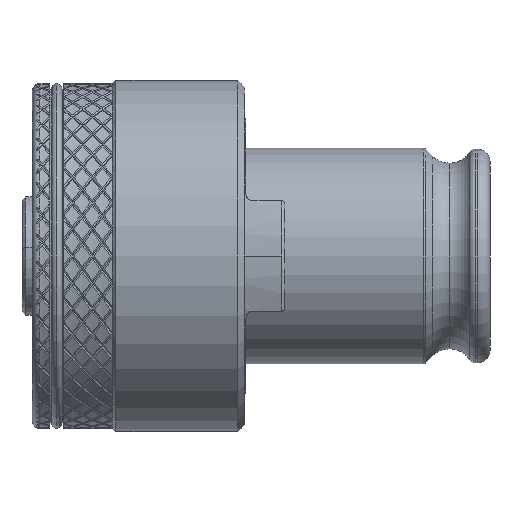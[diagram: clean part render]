
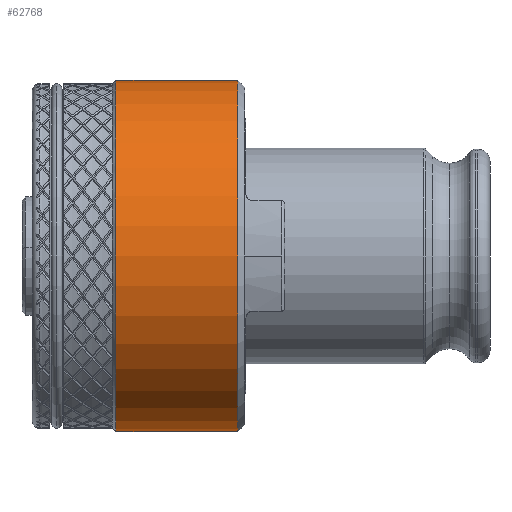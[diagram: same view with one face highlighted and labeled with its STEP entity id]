
A CAD part, front view. The second image highlights one B-rep face of the part: STEP entity #62768.
In plain terms, the highlighted cylindrical face has radius 25.25 mm (diameter 50.5 mm), a partial arc.
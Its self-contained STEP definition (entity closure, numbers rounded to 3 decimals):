
#1099 = CARTESIAN_POINT ( 'NONE',  ( 9.103, 0., 25.25 ) ) ;
#5385 = LINE ( 'NONE', #1099, #32666 ) ;
#6166 = CARTESIAN_POINT ( 'NONE',  ( 9.103, 0., 0. ) ) ;
#6466 = AXIS2_PLACEMENT_3D ( 'NONE', #61014, #30563, #66095 ) ;
#6989 = CARTESIAN_POINT ( 'NONE',  ( 8.103, 0., -25.25 ) ) ;
#7873 = EDGE_CURVE ( 'NONE', #29090, #22952, #22593, .T. ) ;
#10718 = FACE_OUTER_BOUND ( 'NONE', #15720, .T. ) ;
#12267 = LINE ( 'NONE', #36350, #24300 ) ;
#13208 = CARTESIAN_POINT ( 'NONE',  ( 8.103, 0., 0. ) ) ;
#15720 = EDGE_LOOP ( 'NONE', ( #63644, #32217, #55231, #25752 ) ) ;
#15838 = CARTESIAN_POINT ( 'NONE',  ( -9.397, 0., 25.25 ) ) ;
#17764 = CIRCLE ( 'NONE', #6466, 25.25 ) ;
#18403 = DIRECTION ( 'NONE',  ( 0., 0., -1. ) ) ;
#22593 = CIRCLE ( 'NONE', #35904, 25.25 ) ;
#22840 = CARTESIAN_POINT ( 'NONE',  ( 8.103, 0., 25.25 ) ) ;
#22952 = VERTEX_POINT ( 'NONE', #22840 ) ;
#24300 = VECTOR ( 'NONE', #56700, 1000. ) ;
#25752 = ORIENTED_EDGE ( 'NONE', *, *, #64719, .F. ) ;
#29090 = VERTEX_POINT ( 'NONE', #6989 ) ;
#30563 = DIRECTION ( 'NONE',  ( -1., 0., 0. ) ) ;
#32217 = ORIENTED_EDGE ( 'NONE', *, *, #47732, .T. ) ;
#32666 = VECTOR ( 'NONE', #51762, 1000. ) ;
#35899 = CARTESIAN_POINT ( 'NONE',  ( -9.397, 0., -25.25 ) ) ;
#35904 = AXIS2_PLACEMENT_3D ( 'NONE', #13208, #48928, #18403 ) ;
#36350 = CARTESIAN_POINT ( 'NONE',  ( 9.103, 0., -25.25 ) ) ;
#36913 = DIRECTION ( 'NONE',  ( -1., 0., 0. ) ) ;
#42408 = EDGE_CURVE ( 'NONE', #52271, #46634, #17764, .T. ) ;
#46634 = VERTEX_POINT ( 'NONE', #15838 ) ;
#46725 = AXIS2_PLACEMENT_3D ( 'NONE', #6166, #36913, #52215 ) ;
#47732 = EDGE_CURVE ( 'NONE', #22952, #46634, #5385, .T. ) ;
#48251 = CYLINDRICAL_SURFACE ( 'NONE', #46725, 25.25 ) ;
#48928 = DIRECTION ( 'NONE',  ( -1., 0., 0. ) ) ;
#51762 = DIRECTION ( 'NONE',  ( -1., 0., 0. ) ) ;
#52215 = DIRECTION ( 'NONE',  ( 0., 0., -1. ) ) ;
#52271 = VERTEX_POINT ( 'NONE', #35899 ) ;
#55231 = ORIENTED_EDGE ( 'NONE', *, *, #42408, .F. ) ;
#56700 = DIRECTION ( 'NONE',  ( -1., 0., 0. ) ) ;
#61014 = CARTESIAN_POINT ( 'NONE',  ( -9.397, 0., 0. ) ) ;
#62768 = ADVANCED_FACE ( 'NONE', ( #10718 ), #48251, .T. ) ;
#63644 = ORIENTED_EDGE ( 'NONE', *, *, #7873, .T. ) ;
#64719 = EDGE_CURVE ( 'NONE', #29090, #52271, #12267, .T. ) ;
#66095 = DIRECTION ( 'NONE',  ( 0., 0., -1. ) ) ;
